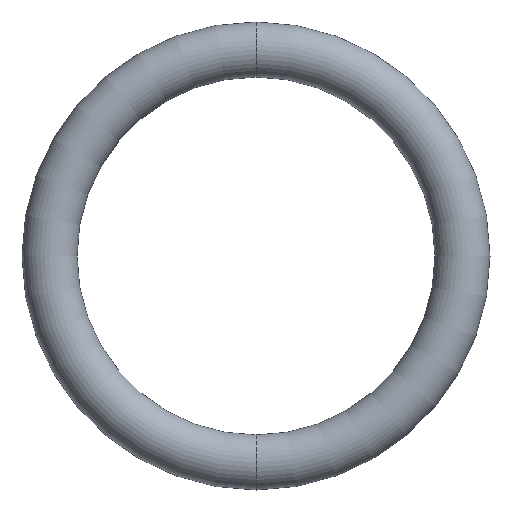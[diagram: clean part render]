
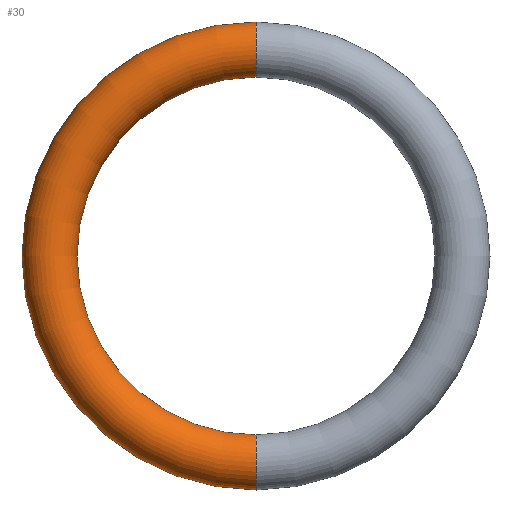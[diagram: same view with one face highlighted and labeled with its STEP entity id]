
A CAD part, front view. The second image highlights one B-rep face of the part: STEP entity #30.
In plain terms, the highlighted toroidal (fillet/blend) face has major radius 3.75 mm and minor radius 0.5 mm.
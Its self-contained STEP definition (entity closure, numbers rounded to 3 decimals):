
#5 = CARTESIAN_POINT ( 'NONE',  ( 0., 0., 4.25 ) ) ;
#7 = AXIS2_PLACEMENT_3D ( 'NONE', #133, #9, #68 ) ;
#9 = DIRECTION ( 'NONE',  ( -1., 0., 0. ) ) ;
#12 = TOROIDAL_SURFACE ( 'NONE', #90, 3.75, 0.5 ) ;
#19 = CIRCLE ( 'NONE', #141, 3.25 ) ;
#20 = EDGE_LOOP ( 'NONE', ( #33, #101, #91, #132 ) ) ;
#27 = DIRECTION ( 'NONE',  ( 0., -1., 0. ) ) ;
#30 = ADVANCED_FACE ( 'NONE', ( #143 ), #12, .T. ) ;
#33 = ORIENTED_EDGE ( 'NONE', *, *, #155, .F. ) ;
#39 = CARTESIAN_POINT ( 'NONE',  ( 0., 0., -4.25 ) ) ;
#47 = CIRCLE ( 'NONE', #51, 4.25 ) ;
#48 = EDGE_CURVE ( 'NONE', #97, #157, #47, .T. ) ;
#51 = AXIS2_PLACEMENT_3D ( 'NONE', #112, #27, #142 ) ;
#56 = EDGE_CURVE ( 'NONE', #157, #67, #146, .T. ) ;
#67 = VERTEX_POINT ( 'NONE', #144 ) ;
#68 = DIRECTION ( 'NONE',  ( 0., 0., 1. ) ) ;
#71 = CARTESIAN_POINT ( 'NONE',  ( 0., 0., 3.75 ) ) ;
#72 = CARTESIAN_POINT ( 'NONE',  ( 0., 0., 0. ) ) ;
#79 = DIRECTION ( 'NONE',  ( 0., -1., 0. ) ) ;
#81 = AXIS2_PLACEMENT_3D ( 'NONE', #71, #109, #102 ) ;
#83 = DIRECTION ( 'NONE',  ( 0., 0., -1. ) ) ;
#90 = AXIS2_PLACEMENT_3D ( 'NONE', #72, #79, #83 ) ;
#91 = ORIENTED_EDGE ( 'NONE', *, *, #56, .T. ) ;
#97 = VERTEX_POINT ( 'NONE', #5 ) ;
#101 = ORIENTED_EDGE ( 'NONE', *, *, #48, .T. ) ;
#102 = DIRECTION ( 'NONE',  ( 0., 0., -1. ) ) ;
#103 = CARTESIAN_POINT ( 'NONE',  ( 0., 0., 3.25 ) ) ;
#109 = DIRECTION ( 'NONE',  ( 1., 0., 0. ) ) ;
#112 = CARTESIAN_POINT ( 'NONE',  ( 0., 0., 0. ) ) ;
#115 = CARTESIAN_POINT ( 'NONE',  ( 0., 0., 0. ) ) ;
#116 = DIRECTION ( 'NONE',  ( 0., -1., 0. ) ) ;
#118 = EDGE_CURVE ( 'NONE', #153, #67, #19, .T. ) ;
#132 = ORIENTED_EDGE ( 'NONE', *, *, #118, .F. ) ;
#133 = CARTESIAN_POINT ( 'NONE',  ( 0., 0., -3.75 ) ) ;
#136 = DIRECTION ( 'NONE',  ( 0., 0., -1. ) ) ;
#138 = CIRCLE ( 'NONE', #81, 0.5 ) ;
#141 = AXIS2_PLACEMENT_3D ( 'NONE', #115, #116, #136 ) ;
#142 = DIRECTION ( 'NONE',  ( 0., 0., -1. ) ) ;
#143 = FACE_OUTER_BOUND ( 'NONE', #20, .T. ) ;
#144 = CARTESIAN_POINT ( 'NONE',  ( 0., 0., -3.25 ) ) ;
#146 = CIRCLE ( 'NONE', #7, 0.5 ) ;
#153 = VERTEX_POINT ( 'NONE', #103 ) ;
#155 = EDGE_CURVE ( 'NONE', #97, #153, #138, .T. ) ;
#157 = VERTEX_POINT ( 'NONE', #39 ) ;
